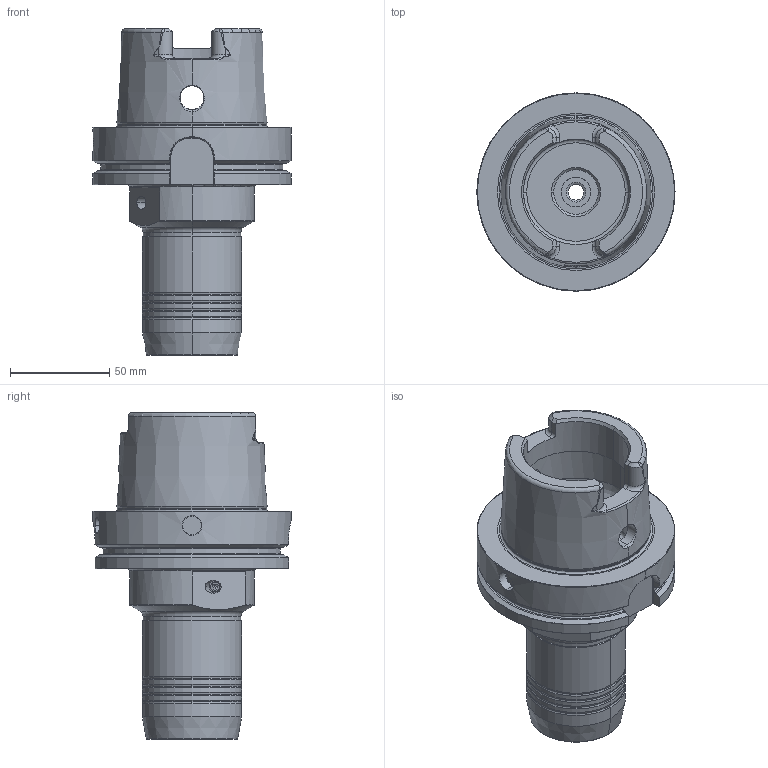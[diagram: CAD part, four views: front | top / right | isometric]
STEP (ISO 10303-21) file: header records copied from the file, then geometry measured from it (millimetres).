
FILE_DESCRIPTION (( 'STEP AP214' ), '1' );
FILE_NAME ('77.A10.025 X=115_step.STEP', '2020-09-22T06:16:42', ( '' ), ( '' ), 'SwSTEP 2.0', 'SolidWorks 2018', '' );
FILE_SCHEMA (( 'AUTOMOTIVE_DESIGN' ));
Length unit declared in the file: millimetre
Products named in the file (1): 77.A10.025 X=115_step
Bounding box: 99.93 x 99.93 x 164.9 mm (x, y, z)
Volume: 407305.4 mm3; surface area: 97419.4 mm2
Topology: 9 solids, 9 shells, 531 faces, 1245 edges, 742 vertices
Faces by surface type: cylinder 159, torus 115, plane 112, cone 103, bspline 38, sphere 4
Entity records: 26508 total; most frequent: CARTESIAN_POINT 8622, DIRECTION 2591, ORIENTED_EDGE 2460, EDGE_CURVE 1230, AXIS2_PLACEMENT_3D 1102, VERTEX_POINT 739, CIRCLE 608, EDGE_LOOP 571
